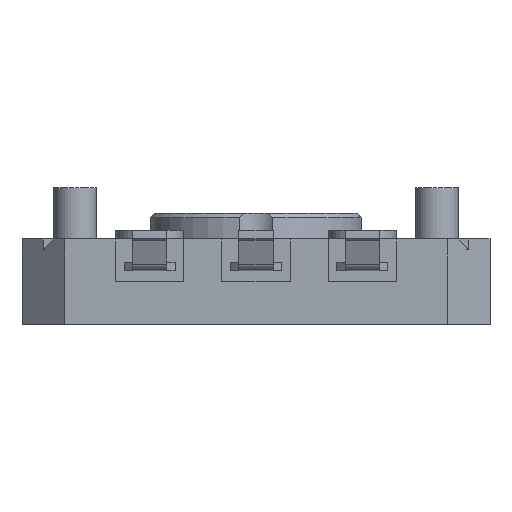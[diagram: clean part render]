
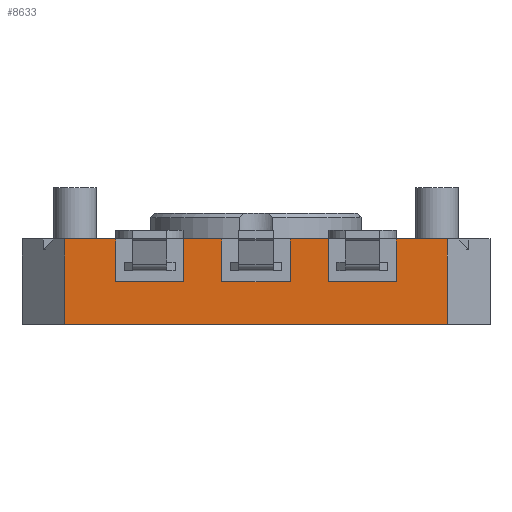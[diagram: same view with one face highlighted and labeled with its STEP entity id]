
A CAD part, front view. The second image highlights one B-rep face of the part: STEP entity #8633.
In plain terms, the highlighted planar face has unit normal (0, -1, 0).
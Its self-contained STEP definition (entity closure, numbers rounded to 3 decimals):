
#509=DIRECTION('',(0.,0.,1.));
#510=VECTOR('',#509,2.);
#511=CARTESIAN_POINT('',(4.5,-6.5,0.));
#512=LINE('',#511,#510);
#1053=DIRECTION('',(1.,0.,0.));
#1054=VECTOR('',#1053,9.);
#1055=CARTESIAN_POINT('',(-4.5,-6.5,0.));
#1056=LINE('',#1055,#1054);
#2567=DIRECTION('',(1.,0.,0.));
#2568=VECTOR('',#2567,1.6);
#2569=CARTESIAN_POINT('',(-3.3,-6.5,1.));
#2570=LINE('',#2569,#2568);
#2571=DIRECTION('',(0.,0.,-1.));
#2572=VECTOR('',#2571,1.);
#2573=CARTESIAN_POINT('',(-1.7,-6.5,2.));
#2574=LINE('',#2573,#2572);
#2575=DIRECTION('',(0.,0.,-1.));
#2576=VECTOR('',#2575,1.);
#2577=CARTESIAN_POINT('',(-0.8,-6.5,2.));
#2578=LINE('',#2577,#2576);
#2579=DIRECTION('',(1.,0.,0.));
#2580=VECTOR('',#2579,1.6);
#2581=CARTESIAN_POINT('',(-0.8,-6.5,1.));
#2582=LINE('',#2581,#2580);
#2583=DIRECTION('',(0.,0.,-1.));
#2584=VECTOR('',#2583,1.);
#2585=CARTESIAN_POINT('',(0.8,-6.5,2.));
#2586=LINE('',#2585,#2584);
#2587=DIRECTION('',(0.,0.,-1.));
#2588=VECTOR('',#2587,1.);
#2589=CARTESIAN_POINT('',(1.7,-6.5,2.));
#2590=LINE('',#2589,#2588);
#2591=DIRECTION('',(1.,0.,0.));
#2592=VECTOR('',#2591,1.6);
#2593=CARTESIAN_POINT('',(1.7,-6.5,1.));
#2594=LINE('',#2593,#2592);
#2595=DIRECTION('',(0.,0.,-1.));
#2596=VECTOR('',#2595,1.);
#2597=CARTESIAN_POINT('',(3.3,-6.5,2.));
#2598=LINE('',#2597,#2596);
#2599=DIRECTION('',(0.,0.,1.));
#2600=VECTOR('',#2599,2.);
#2601=CARTESIAN_POINT('',(-4.5,-6.5,0.));
#2602=LINE('',#2601,#2600);
#2603=DIRECTION('',(0.,0.,-1.));
#2604=VECTOR('',#2603,1.);
#2605=CARTESIAN_POINT('',(-3.3,-6.5,2.));
#2606=LINE('',#2605,#2604);
#2615=DIRECTION('',(1.,0.,0.));
#2616=VECTOR('',#2615,0.9);
#2617=CARTESIAN_POINT('',(-1.7,-6.5,2.));
#2618=LINE('',#2617,#2616);
#2631=DIRECTION('',(1.,0.,0.));
#2632=VECTOR('',#2631,0.9);
#2633=CARTESIAN_POINT('',(0.8,-6.5,2.));
#2634=LINE('',#2633,#2632);
#2647=DIRECTION('',(1.,0.,0.));
#2648=VECTOR('',#2647,1.2);
#2649=CARTESIAN_POINT('',(3.3,-6.5,2.));
#2650=LINE('',#2649,#2648);
#2663=DIRECTION('',(1.,0.,0.));
#2664=VECTOR('',#2663,1.2);
#2665=CARTESIAN_POINT('',(-4.5,-6.5,2.));
#2666=LINE('',#2665,#2664);
#4634=CARTESIAN_POINT('',(-4.5,-6.5,0.));
#4636=VERTEX_POINT('',#4634);
#4637=CARTESIAN_POINT('',(4.5,-6.5,0.));
#4638=VERTEX_POINT('',#4637);
#4641=CARTESIAN_POINT('',(-4.5,-6.5,2.));
#4642=VERTEX_POINT('',#4641);
#4643=CARTESIAN_POINT('',(4.5,-6.5,2.));
#4644=VERTEX_POINT('',#4643);
#4677=CARTESIAN_POINT('',(-3.3,-6.5,1.));
#4678=CARTESIAN_POINT('',(-1.7,-6.5,1.));
#4679=VERTEX_POINT('',#4677);
#4680=VERTEX_POINT('',#4678);
#4681=CARTESIAN_POINT('',(-0.8,-6.5,1.));
#4682=CARTESIAN_POINT('',(0.8,-6.5,1.));
#4683=VERTEX_POINT('',#4681);
#4684=VERTEX_POINT('',#4682);
#4685=CARTESIAN_POINT('',(1.7,-6.5,1.));
#4686=CARTESIAN_POINT('',(3.3,-6.5,1.));
#4687=VERTEX_POINT('',#4685);
#4688=VERTEX_POINT('',#4686);
#4689=CARTESIAN_POINT('',(-0.8,-6.5,2.));
#4690=VERTEX_POINT('',#4689);
#4691=CARTESIAN_POINT('',(0.8,-6.5,2.));
#4692=VERTEX_POINT('',#4691);
#4693=CARTESIAN_POINT('',(1.7,-6.5,2.));
#4694=VERTEX_POINT('',#4693);
#4695=CARTESIAN_POINT('',(3.3,-6.5,2.));
#4696=VERTEX_POINT('',#4695);
#4697=CARTESIAN_POINT('',(-3.3,-6.5,2.));
#4698=VERTEX_POINT('',#4697);
#4699=CARTESIAN_POINT('',(-1.7,-6.5,2.));
#4700=VERTEX_POINT('',#4699);
#8606=CARTESIAN_POINT('',(-4.5,-6.5,0.));
#8607=DIRECTION('',(0.,-1.,0.));
#8608=DIRECTION('',(1.,0.,0.));
#8609=AXIS2_PLACEMENT_3D('',#8606,#8607,#8608);
#8610=PLANE('',#8609);
#8611=ORIENTED_EDGE('',*,*,#5666,.T.);
#8612=ORIENTED_EDGE('',*,*,#5682,.F.);
#8614=ORIENTED_EDGE('',*,*,#8613,.T.);
#8615=ORIENTED_EDGE('',*,*,#5710,.T.);
#8616=ORIENTED_EDGE('',*,*,#5726,.T.);
#8617=ORIENTED_EDGE('',*,*,#5742,.F.);
#8619=ORIENTED_EDGE('',*,*,#8618,.T.);
#8620=ORIENTED_EDGE('',*,*,#5770,.T.);
#8621=ORIENTED_EDGE('',*,*,#5786,.T.);
#8622=ORIENTED_EDGE('',*,*,#5802,.F.);
#8624=ORIENTED_EDGE('',*,*,#8623,.T.);
#8625=ORIENTED_EDGE('',*,*,#5831,.F.);
#8626=ORIENTED_EDGE('',*,*,#6405,.F.);
#8627=ORIENTED_EDGE('',*,*,#5562,.T.);
#8629=ORIENTED_EDGE('',*,*,#8628,.T.);
#8630=ORIENTED_EDGE('',*,*,#5649,.T.);
#8631=EDGE_LOOP('',(#8611,#8612,#8614,#8615,#8616,#8617,#8619,#8620,#8621,#8622,
#8624,#8625,#8626,#8627,#8629,#8630));
#8632=FACE_OUTER_BOUND('',#8631,.F.);
#8633=ADVANCED_FACE('',(#8632),#8610,.T.);
#5562=EDGE_CURVE('',#4636,#4642,#2602,.T.);
#5649=EDGE_CURVE('',#4698,#4679,#2606,.T.);
#5666=EDGE_CURVE('',#4679,#4680,#2570,.T.);
#5682=EDGE_CURVE('',#4700,#4680,#2574,.T.);
#5710=EDGE_CURVE('',#4690,#4683,#2578,.T.);
#5726=EDGE_CURVE('',#4683,#4684,#2582,.T.);
#5742=EDGE_CURVE('',#4692,#4684,#2586,.T.);
#5770=EDGE_CURVE('',#4694,#4687,#2590,.T.);
#5786=EDGE_CURVE('',#4687,#4688,#2594,.T.);
#5802=EDGE_CURVE('',#4696,#4688,#2598,.T.);
#5831=EDGE_CURVE('',#4638,#4644,#512,.T.);
#6405=EDGE_CURVE('',#4636,#4638,#1056,.T.);
#8613=EDGE_CURVE('',#4700,#4690,#2618,.T.);
#8618=EDGE_CURVE('',#4692,#4694,#2634,.T.);
#8623=EDGE_CURVE('',#4696,#4644,#2650,.T.);
#8628=EDGE_CURVE('',#4642,#4698,#2666,.T.);
